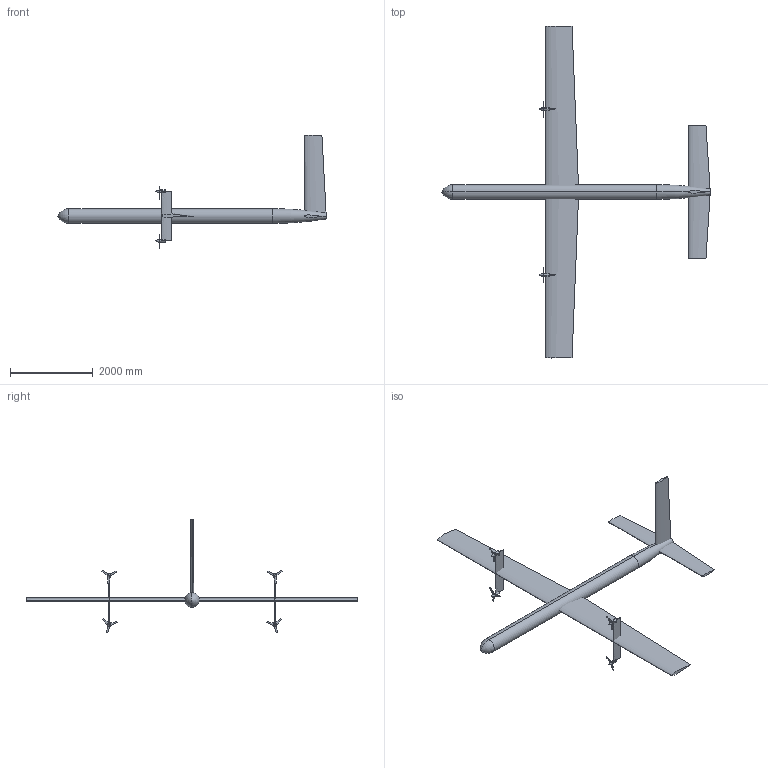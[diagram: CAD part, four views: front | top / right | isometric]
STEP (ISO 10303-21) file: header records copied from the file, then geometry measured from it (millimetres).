
FILE_DESCRIPTION (( 'STEP AP203' ), '1' );
FILE_NAME ('MRkiteAssembly4Turb_FS.STEP', '2020-08-11T17:26:00', ( '' ), ( '' ), 'SwSTEP 2.0', 'SolidWorks 2020', '' );
FILE_SCHEMA (( 'CONFIG_CONTROL_DESIGN' ));
Length unit declared in the file: metre
Products named in the file (7): MRhStab_FS; MRturb_FS; MRwing_FS; MRturbblade_FS; MRvStab_FS; MRfuselageWithProp_FS; MRkiteAssembly4Turb_FS
Assembly tree (10 placements, depth 2):
  MRkiteAssembly4Turb_FS
    MRwing_FS
    MRhStab_FS
    MRvStab_FS
    MRfuselageWithProp_FS
    MRturb_FS  x2
    MRturbblade_FS  x4
Bounding box: 6470 x 7999.99 x 2740.77 mm (x, y, z)
Volume: 1059733457.3 mm3; surface area: 25371868.7 mm2
Topology: 10 solids, 10 shells, 99 faces, 226 edges, 137 vertices
Faces by surface type: bspline 42, plane 27, torus 20, cylinder 10
Entity records: 8010 total; most frequent: CARTESIAN_POINT 6360, ORIENTED_EDGE 184, DIRECTION 130, EDGE_CURVE 92, PERSON_AND_ORGANIZATION 66, VERTEX_POINT 59, AXIS2_PLACEMENT_3D 56, DATE_AND_TIME 55
